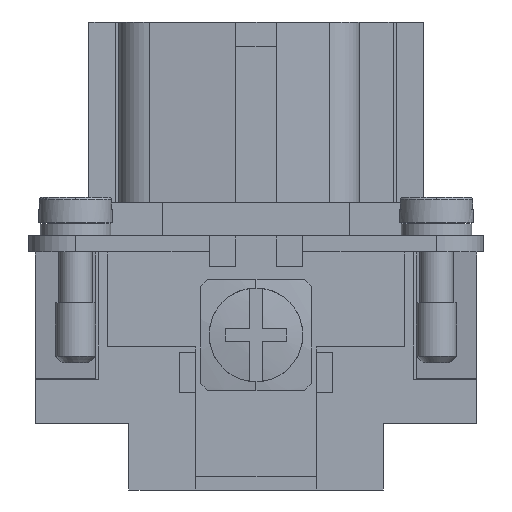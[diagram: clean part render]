
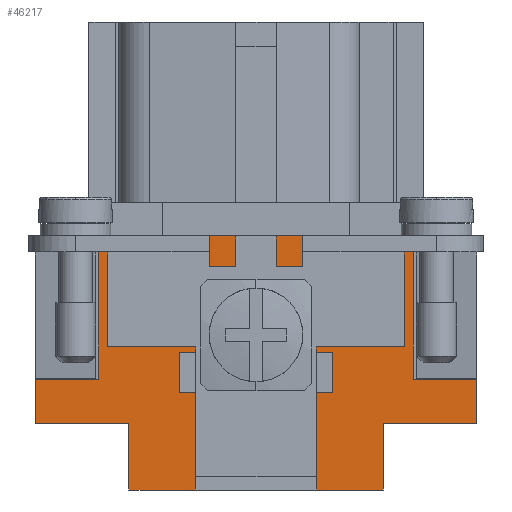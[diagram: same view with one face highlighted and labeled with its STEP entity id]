
A CAD part, left-side view. The second image highlights one B-rep face of the part: STEP entity #46217.
In plain terms, the highlighted planar face has unit normal (-1, 0, 0).
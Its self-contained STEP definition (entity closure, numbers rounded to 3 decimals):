
#36662=CARTESIAN_POINT('',(-31.6,11.75,19.0));
#36663=VERTEX_POINT('',#36662);
#36670=CARTESIAN_POINT('',(-31.6,-11.75,19.0));
#36671=VERTEX_POINT('',#36670);
#36672=CARTESIAN_POINT('',(-31.6,-11.75,19.0));
#36673=DIRECTION('',(0.0,1.0,0.0));
#36674=VECTOR('',#36673,23.5);
#36675=LINE('',#36672,#36674);
#36676=EDGE_CURVE('',#36671,#36663,#36675,.T.);
#41452=CARTESIAN_POINT('',(-31.6,-11.75,8.3));
#41453=VERTEX_POINT('',#41452);
#41462=CARTESIAN_POINT('',(-31.6,-11.75,8.3));
#41463=DIRECTION('',(0.0,0.0,1.0));
#41464=VECTOR('',#41463,10.7);
#41465=LINE('',#41462,#41464);
#41466=EDGE_CURVE('',#41453,#36671,#41465,.T.);
#41476=CARTESIAN_POINT('',(-31.6,-16.5,8.3));
#41477=VERTEX_POINT('',#41476);
#41478=CARTESIAN_POINT('',(-31.6,-16.5,8.3));
#41479=DIRECTION('',(0.0,1.0,0.0));
#41480=VECTOR('',#41479,4.75);
#41481=LINE('',#41478,#41480);
#41482=EDGE_CURVE('',#41477,#41453,#41481,.T.);
#41500=CARTESIAN_POINT('',(-31.6,11.75,8.3));
#41501=VERTEX_POINT('',#41500);
#41510=CARTESIAN_POINT('',(-31.6,11.75,19.0));
#41511=DIRECTION('',(0.0,0.0,-1.0));
#41512=VECTOR('',#41511,10.7);
#41513=LINE('',#41510,#41512);
#41514=EDGE_CURVE('',#36663,#41501,#41513,.T.);
#41556=CARTESIAN_POINT('',(-31.6,16.5,8.3));
#41557=VERTEX_POINT('',#41556);
#41558=CARTESIAN_POINT('',(-31.6,11.75,8.3));
#41559=DIRECTION('',(0.0,1.0,0.0));
#41560=VECTOR('',#41559,4.75);
#41561=LINE('',#41558,#41560);
#41562=EDGE_CURVE('',#41501,#41557,#41561,.T.);
#41693=CARTESIAN_POINT('',(-31.6,16.5,5.0));
#41694=VERTEX_POINT('',#41693);
#41701=CARTESIAN_POINT('',(-31.6,16.5,5.0));
#41702=DIRECTION('',(0.0,0.0,1.0));
#41703=VECTOR('',#41702,3.3);
#41704=LINE('',#41701,#41703);
#41705=EDGE_CURVE('',#41694,#41557,#41704,.T.);
#41814=CARTESIAN_POINT('',(-31.6,-16.5,5.0));
#41815=VERTEX_POINT('',#41814);
#41816=CARTESIAN_POINT('',(-31.6,-16.5,5.0));
#41817=DIRECTION('',(0.0,0.0,1.0));
#41818=VECTOR('',#41817,3.3);
#41819=LINE('',#41816,#41818);
#41820=EDGE_CURVE('',#41815,#41477,#41819,.T.);
#45773=CARTESIAN_POINT('',(-31.6,9.5,0.0));
#45774=VERTEX_POINT('',#45773);
#45781=CARTESIAN_POINT('',(-31.6,9.5,5.0));
#45782=VERTEX_POINT('',#45781);
#45783=CARTESIAN_POINT('',(-31.6,9.5,5.0));
#45784=DIRECTION('',(0.0,0.0,-1.0));
#45785=VECTOR('',#45784,5.0);
#45786=LINE('',#45783,#45785);
#45787=EDGE_CURVE('',#45782,#45774,#45786,.T.);
#45813=CARTESIAN_POINT('',(-31.6,-9.5,5.0));
#45814=VERTEX_POINT('',#45813);
#45821=CARTESIAN_POINT('',(-31.6,-9.5,0.0));
#45822=VERTEX_POINT('',#45821);
#45823=CARTESIAN_POINT('',(-31.6,-9.5,0.0));
#45824=DIRECTION('',(0.0,0.0,1.0));
#45825=VECTOR('',#45824,5.0);
#45826=LINE('',#45823,#45825);
#45827=EDGE_CURVE('',#45822,#45814,#45826,.T.);
#46100=CARTESIAN_POINT('',(-31.6,-9.5,5.0));
#46101=DIRECTION('',(0.0,-1.0,0.0));
#46102=VECTOR('',#46101,7.0);
#46103=LINE('',#46100,#46102);
#46104=EDGE_CURVE('',#45814,#41815,#46103,.T.);
#46151=CARTESIAN_POINT('',(-31.6,16.5,5.0));
#46152=DIRECTION('',(0.0,-1.0,0.0));
#46153=VECTOR('',#46152,7.0);
#46154=LINE('',#46151,#46153);
#46155=EDGE_CURVE('',#41694,#45782,#46154,.T.);
#46161=CARTESIAN_POINT('',(-31.6,-16.5,0.0));
#46162=DIRECTION('',(-1.0,0.0,0.0));
#46163=DIRECTION('',(0.0,0.0,1.0));
#46164=AXIS2_PLACEMENT_3D('',#46161,#46162,#46163);
#46165=PLANE('',#46164);
#46166=ORIENTED_EDGE('',*,*,#41466,.T.);
#46167=ORIENTED_EDGE('',*,*,#36676,.T.);
#46168=ORIENTED_EDGE('',*,*,#41514,.T.);
#46169=ORIENTED_EDGE('',*,*,#41562,.T.);
#46170=ORIENTED_EDGE('',*,*,#41705,.F.);
#46171=ORIENTED_EDGE('',*,*,#46155,.T.);
#46172=ORIENTED_EDGE('',*,*,#45787,.T.);
#46173=CARTESIAN_POINT('',(-31.6,4.55,0.0));
#46174=VERTEX_POINT('',#46173);
#46175=CARTESIAN_POINT('',(-31.6,9.5,0.0));
#46176=DIRECTION('',(0.0,-1.0,0.0));
#46177=VECTOR('',#46176,4.95);
#46178=LINE('',#46175,#46177);
#46179=EDGE_CURVE('',#45774,#46174,#46178,.T.);
#46180=ORIENTED_EDGE('',*,*,#46179,.T.);
#46181=CARTESIAN_POINT('',(-31.6,4.55,3.5));
#46182=VERTEX_POINT('',#46181);
#46183=CARTESIAN_POINT('',(-31.6,4.55,0.0));
#46184=DIRECTION('',(0.0,0.0,1.0));
#46185=VECTOR('',#46184,3.5);
#46186=LINE('',#46183,#46185);
#46187=EDGE_CURVE('',#46174,#46182,#46186,.T.);
#46188=ORIENTED_EDGE('',*,*,#46187,.T.);
#46189=CARTESIAN_POINT('',(-31.6,-4.55,3.5));
#46190=VERTEX_POINT('',#46189);
#46191=CARTESIAN_POINT('',(-31.6,4.55,3.5));
#46192=DIRECTION('',(0.0,-1.0,0.0));
#46193=VECTOR('',#46192,9.1);
#46194=LINE('',#46191,#46193);
#46195=EDGE_CURVE('',#46182,#46190,#46194,.T.);
#46196=ORIENTED_EDGE('',*,*,#46195,.T.);
#46197=CARTESIAN_POINT('',(-31.6,-4.55,0.0));
#46198=VERTEX_POINT('',#46197);
#46199=CARTESIAN_POINT('',(-31.6,-4.55,3.5));
#46200=DIRECTION('',(0.0,0.0,-1.0));
#46201=VECTOR('',#46200,3.5);
#46202=LINE('',#46199,#46201);
#46203=EDGE_CURVE('',#46190,#46198,#46202,.T.);
#46204=ORIENTED_EDGE('',*,*,#46203,.T.);
#46205=CARTESIAN_POINT('',(-31.6,-4.55,0.0));
#46206=DIRECTION('',(0.0,-1.0,0.0));
#46207=VECTOR('',#46206,4.95);
#46208=LINE('',#46205,#46207);
#46209=EDGE_CURVE('',#46198,#45822,#46208,.T.);
#46210=ORIENTED_EDGE('',*,*,#46209,.T.);
#46211=ORIENTED_EDGE('',*,*,#45827,.T.);
#46212=ORIENTED_EDGE('',*,*,#46104,.T.);
#46213=ORIENTED_EDGE('',*,*,#41820,.T.);
#46214=ORIENTED_EDGE('',*,*,#41482,.T.);
#46215=EDGE_LOOP('',(#46166,#46167,#46168,#46169,#46170,#46171,#46172,#46180,#46188,#46196,#46204,#46210,#46211,#46212,#46213,#46214));
#46216=FACE_OUTER_BOUND('',#46215,.T.);
#46217=ADVANCED_FACE('',(#46216),#46165,.T.);
